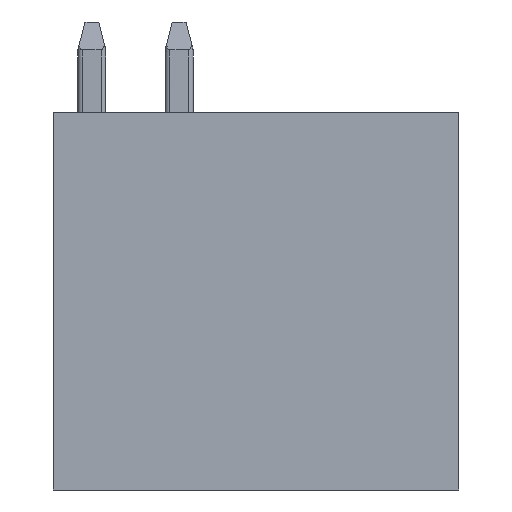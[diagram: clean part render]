
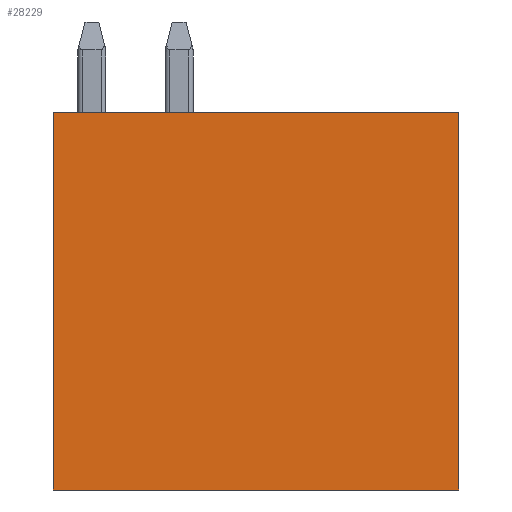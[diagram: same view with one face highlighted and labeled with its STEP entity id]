
A CAD part, front view. The second image highlights one B-rep face of the part: STEP entity #28229.
In plain terms, the highlighted planar face has unit normal (0, -1, 0).
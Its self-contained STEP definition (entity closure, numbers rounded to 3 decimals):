
#6905=DIRECTION('',(0.,0.,1.));
#6906=VECTOR('',#6905,10.8);
#6907=CARTESIAN_POINT('',(-5.49,-49.8,-6.62));
#6908=LINE('',#6907,#6906);
#6909=DIRECTION('',(1.,0.,0.));
#6910=VECTOR('',#6909,11.6);
#6911=CARTESIAN_POINT('',(-5.49,-49.8,4.18));
#6912=LINE('',#6911,#6910);
#6913=DIRECTION('',(0.,0.,-1.));
#6914=VECTOR('',#6913,10.8);
#6915=CARTESIAN_POINT('',(6.11,-49.8,4.18));
#6916=LINE('',#6915,#6914);
#6917=DIRECTION('',(-1.,0.,0.));
#6918=VECTOR('',#6917,11.6);
#6919=CARTESIAN_POINT('',(6.11,-49.8,-6.62));
#6920=LINE('',#6919,#6918);
#16761=CARTESIAN_POINT('',(-5.49,-49.8,-6.62));
#16762=CARTESIAN_POINT('',(-5.49,-49.8,4.18));
#16763=VERTEX_POINT('',#16761);
#16764=VERTEX_POINT('',#16762);
#16765=CARTESIAN_POINT('',(6.11,-49.8,4.18));
#16766=VERTEX_POINT('',#16765);
#16767=CARTESIAN_POINT('',(6.11,-49.8,-6.62));
#16768=VERTEX_POINT('',#16767);
#28218=CARTESIAN_POINT('',(0.,-49.8,0.));
#28219=DIRECTION('',(0.,1.,0.));
#28220=DIRECTION('',(1.,0.,0.));
#28221=AXIS2_PLACEMENT_3D('',#28218,#28219,#28220);
#28222=PLANE('',#28221);
#28223=ORIENTED_EDGE('',*,*,#20838,.T.);
#28224=ORIENTED_EDGE('',*,*,#21184,.T.);
#28225=ORIENTED_EDGE('',*,*,#21304,.T.);
#28226=ORIENTED_EDGE('',*,*,#28212,.T.);
#28227=EDGE_LOOP('',(#28223,#28224,#28225,#28226));
#28228=FACE_OUTER_BOUND('',#28227,.F.);
#28229=ADVANCED_FACE('',(#28228),#28222,.F.);
#20838=EDGE_CURVE('',#16763,#16764,#6908,.T.);
#21184=EDGE_CURVE('',#16764,#16766,#6912,.T.);
#21304=EDGE_CURVE('',#16766,#16768,#6916,.T.);
#28212=EDGE_CURVE('',#16768,#16763,#6920,.T.);
